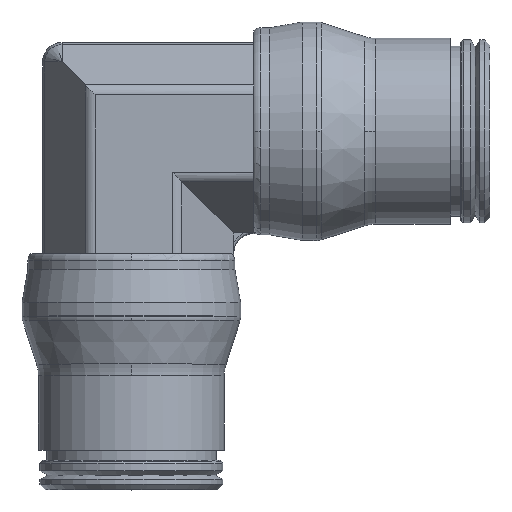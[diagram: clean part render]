
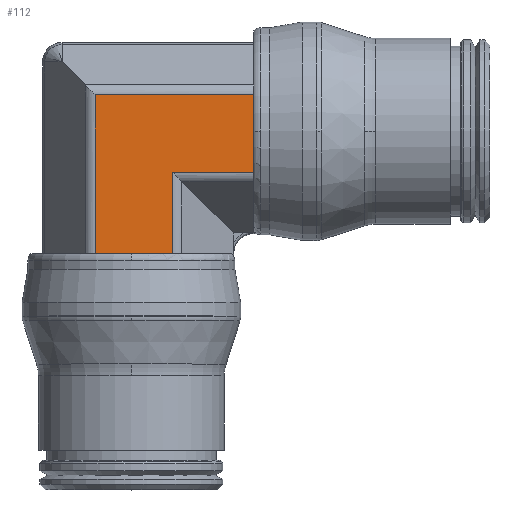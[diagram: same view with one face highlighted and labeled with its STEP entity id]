
A CAD part, top view. The second image highlights one B-rep face of the part: STEP entity #112.
In plain terms, the highlighted planar face has unit normal (0, 0, 1).
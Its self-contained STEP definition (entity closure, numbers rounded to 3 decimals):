
#112=ADVANCED_FACE('',(#306),#307,.T.);
#306=FACE_OUTER_BOUND('',#562,.T.);
#307=PLANE('',#563);
#562=EDGE_LOOP('',(#1176,#1177,#1178,#1179,#1180,#1181));
#563=AXIS2_PLACEMENT_3D('',#1182,#1183,#1184);
#1176=ORIENTED_EDGE('',*,*,#1870,.T.);
#1177=ORIENTED_EDGE('',*,*,#1871,.T.);
#1178=ORIENTED_EDGE('',*,*,#1872,.F.);
#1179=ORIENTED_EDGE('',*,*,#1873,.F.);
#1180=ORIENTED_EDGE('',*,*,#1874,.T.);
#1181=ORIENTED_EDGE('',*,*,#1867,.T.);
#1182=CARTESIAN_POINT('',(-20.692,-0.233,7.5));
#1183=DIRECTION('',(0.,0.,1.0));
#1184=DIRECTION('',(0.,1.0,0.));
#1867=EDGE_CURVE('',#2315,#2313,#2316,.T.);
#1870=EDGE_CURVE('',#2313,#2320,#2321,.T.);
#1871=EDGE_CURVE('',#2320,#2322,#2323,.T.);
#1872=EDGE_CURVE('',#2324,#2322,#2325,.T.);
#1873=EDGE_CURVE('',#2326,#2324,#2327,.T.);
#1874=EDGE_CURVE('',#2326,#2315,#2328,.T.);
#2313=VERTEX_POINT('',#2989);
#2315=VERTEX_POINT('',#2991);
#2316=LINE('',#2992,#2993);
#2320=VERTEX_POINT('',#2998);
#2321=LINE('',#2999,#3000);
#2322=VERTEX_POINT('',#3001);
#2323=LINE('',#3002,#3003);
#2324=VERTEX_POINT('',#3004);
#2325=LINE('',#3005,#3006);
#2326=VERTEX_POINT('',#3007);
#2327=LINE('',#3008,#3009);
#2328=LINE('',#3010,#3011);
#2989=CARTESIAN_POINT('',(-36.28,3.335,7.5));
#2991=CARTESIAN_POINT('',(-21.692,3.335,7.5));
#2992=CARTESIAN_POINT('',(-20.692,3.335,7.5));
#2993=VECTOR('',#3598,1.0);
#2998=CARTESIAN_POINT('',(-36.28,-11.253,7.5));
#2999=CARTESIAN_POINT('',(-36.28,3.567,7.5));
#3000=VECTOR('',#3603,1.0);
#3001=CARTESIAN_POINT('',(-29.145,-11.253,7.5));
#3002=CARTESIAN_POINT('',(-30.514,-11.253,7.5));
#3003=VECTOR('',#3604,1.0);
#3004=CARTESIAN_POINT('',(-29.145,-3.8,7.5));
#3005=CARTESIAN_POINT('',(-29.145,6.368,7.5));
#3006=VECTOR('',#3605,1.0);
#3007=CARTESIAN_POINT('',(-21.692,-3.8,7.5));
#3008=CARTESIAN_POINT('',(-20.692,-3.8,7.5));
#3009=VECTOR('',#3606,1.0);
#3010=CARTESIAN_POINT('',(-21.692,2.198,7.5));
#3011=VECTOR('',#3607,1.0);
#3598=DIRECTION('',(-1.0,0.0,0.));
#3603=DIRECTION('',(0.,-1.0,0.));
#3604=DIRECTION('',(1.0,0.,0.));
#3605=DIRECTION('',(0.,-1.0,0.));
#3606=DIRECTION('',(-1.0,0.0,0.));
#3607=DIRECTION('',(0.0,1.0,0.));
